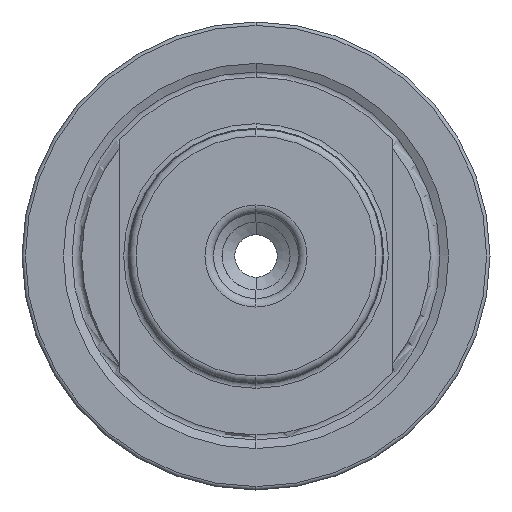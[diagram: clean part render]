
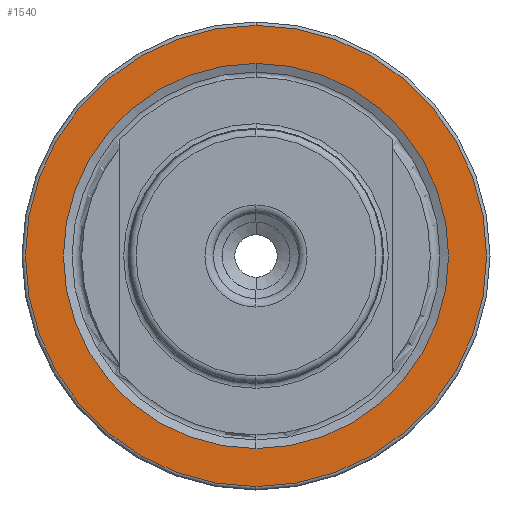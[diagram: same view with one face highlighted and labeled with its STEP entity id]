
A CAD part, left-side view. The second image highlights one B-rep face of the part: STEP entity #1540.
In plain terms, the highlighted planar face has unit normal (-1, 0, 0).
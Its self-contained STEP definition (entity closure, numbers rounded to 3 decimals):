
#11 = PLANE ( 'NONE',  #1433 ) ;
#150 = FACE_BOUND ( 'NONE', #1188, .T. ) ;
#176 = ORIENTED_EDGE ( 'NONE', *, *, #1089, .T. ) ;
#198 = VERTEX_POINT ( 'NONE', #1489 ) ;
#203 = VERTEX_POINT ( 'NONE', #1292 ) ;
#228 = EDGE_CURVE ( 'NONE', #840, #198, #866, .T. ) ;
#341 = DIRECTION ( 'NONE',  ( -1., 0., 0. ) ) ;
#372 = CARTESIAN_POINT ( 'NONE',  ( 30., 0., 0. ) ) ;
#376 = EDGE_CURVE ( 'NONE', #203, #777, #696, .T. ) ;
#432 = EDGE_CURVE ( 'NONE', #777, #203, #1921, .T. ) ;
#450 = DIRECTION ( 'NONE',  ( 0., 0., 1. ) ) ;
#689 = CARTESIAN_POINT ( 'NONE',  ( 30., 0., 27.1 ) ) ;
#696 = CIRCLE ( 'NONE', #848, 22.632 ) ;
#700 = AXIS2_PLACEMENT_3D ( 'NONE', #887, #1461, #450 ) ;
#777 = VERTEX_POINT ( 'NONE', #2271 ) ;
#840 = VERTEX_POINT ( 'NONE', #689 ) ;
#848 = AXIS2_PLACEMENT_3D ( 'NONE', #372, #341, #1979 ) ;
#866 = CIRCLE ( 'NONE', #700, 27.1 ) ;
#887 = CARTESIAN_POINT ( 'NONE',  ( 30., 0., 0. ) ) ;
#927 = EDGE_LOOP ( 'NONE', ( #1214, #176 ) ) ;
#937 = ORIENTED_EDGE ( 'NONE', *, *, #376, .F. ) ;
#950 = DIRECTION ( 'NONE',  ( -1., 0., 0. ) ) ;
#970 = CARTESIAN_POINT ( 'NONE',  ( 30., 0., 0. ) ) ;
#974 = DIRECTION ( 'NONE',  ( -1., 0., 0. ) ) ;
#1089 = EDGE_CURVE ( 'NONE', #198, #840, #1326, .T. ) ;
#1143 = DIRECTION ( 'NONE',  ( 0., 0., 1. ) ) ;
#1188 = EDGE_LOOP ( 'NONE', ( #937, #1782 ) ) ;
#1214 = ORIENTED_EDGE ( 'NONE', *, *, #228, .T. ) ;
#1292 = CARTESIAN_POINT ( 'NONE',  ( 30., 0., 22.632 ) ) ;
#1326 = CIRCLE ( 'NONE', #1808, 27.1 ) ;
#1365 = DIRECTION ( 'NONE',  ( 0., 0., 1. ) ) ;
#1414 = DIRECTION ( 'NONE',  ( 1., 0., 0. ) ) ;
#1433 = AXIS2_PLACEMENT_3D ( 'NONE', #2014, #1414, #2392 ) ;
#1461 = DIRECTION ( 'NONE',  ( -1., 0., 0. ) ) ;
#1489 = CARTESIAN_POINT ( 'NONE',  ( 30., 0., -27.1 ) ) ;
#1540 = ADVANCED_FACE ( 'NONE', ( #150, #1698 ), #11, .F. ) ;
#1698 = FACE_OUTER_BOUND ( 'NONE', #927, .T. ) ;
#1782 = ORIENTED_EDGE ( 'NONE', *, *, #432, .F. ) ;
#1808 = AXIS2_PLACEMENT_3D ( 'NONE', #2566, #974, #1365 ) ;
#1921 = CIRCLE ( 'NONE', #2393, 22.632 ) ;
#1979 = DIRECTION ( 'NONE',  ( 0., 0., 1. ) ) ;
#2014 = CARTESIAN_POINT ( 'NONE',  ( 30., 0., 22.632 ) ) ;
#2271 = CARTESIAN_POINT ( 'NONE',  ( 30., 0., -22.632 ) ) ;
#2392 = DIRECTION ( 'NONE',  ( 0., 0., -1. ) ) ;
#2393 = AXIS2_PLACEMENT_3D ( 'NONE', #970, #950, #1143 ) ;
#2566 = CARTESIAN_POINT ( 'NONE',  ( 30., 0., 0. ) ) ;
